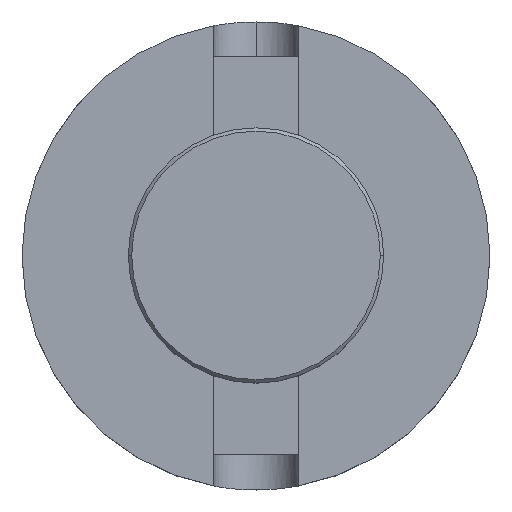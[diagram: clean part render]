
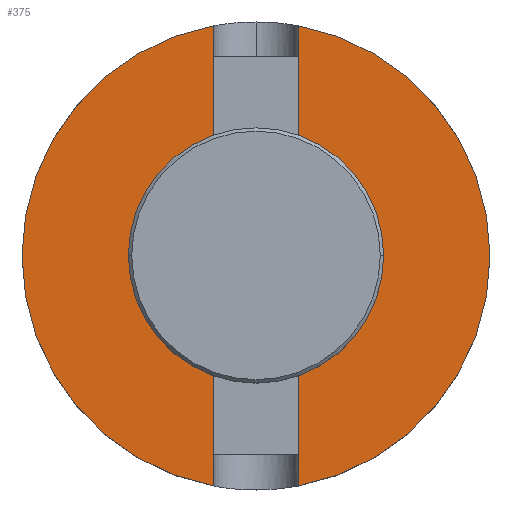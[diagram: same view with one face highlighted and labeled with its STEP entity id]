
A CAD part, top view. The second image highlights one B-rep face of the part: STEP entity #375.
In plain terms, the highlighted planar face has unit normal (0, 0, 1).
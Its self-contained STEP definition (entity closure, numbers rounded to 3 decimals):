
#2 = CARTESIAN_POINT ( 'NONE',  ( 6.35, 34.343, 101.6 ) ) ;
#11 = VERTEX_POINT ( 'NONE', #1259 ) ;
#14 = DIRECTION ( 'NONE',  ( 0., 1., 0. ) ) ;
#40 = CARTESIAN_POINT ( 'NONE',  ( -6.35, 17., 101.6 ) ) ;
#48 = VERTEX_POINT ( 'NONE', #1106 ) ;
#73 = VECTOR ( 'NONE', #1825, 1000. ) ;
#78 = DIRECTION ( 'NONE',  ( 0., 0., -1. ) ) ;
#83 = EDGE_CURVE ( 'NONE', #640, #589, #835, .T. ) ;
#91 = DIRECTION ( 'NONE',  ( 1., 0., 0. ) ) ;
#104 = ORIENTED_EDGE ( 'NONE', *, *, #1591, .F. ) ;
#120 = LINE ( 'NONE', #1971, #73 ) ;
#131 = CARTESIAN_POINT ( 'NONE',  ( -34.925, 0., 101.6 ) ) ;
#137 = LINE ( 'NONE', #171, #1111 ) ;
#161 = EDGE_CURVE ( 'NONE', #973, #11, #1265, .T. ) ;
#171 = CARTESIAN_POINT ( 'NONE',  ( 6.35, 34.925, 101.6 ) ) ;
#199 = VECTOR ( 'NONE', #983, 1000. ) ;
#218 = VECTOR ( 'NONE', #1144, 1000. ) ;
#231 = DIRECTION ( 'NONE',  ( -1., 0., 0. ) ) ;
#234 = DIRECTION ( 'NONE',  ( 0., 0., -1. ) ) ;
#247 = EDGE_CURVE ( 'NONE', #1393, #507, #1926, .T. ) ;
#256 = EDGE_CURVE ( 'NONE', #1613, #992, #2045, .T. ) ;
#274 = EDGE_CURVE ( 'NONE', #973, #332, #1691, .T. ) ;
#297 = CARTESIAN_POINT ( 'NONE',  ( -15.875, 0., 101.6 ) ) ;
#299 = EDGE_LOOP ( 'NONE', ( #1604, #1273, #1481, #1446, #1281, #881, #867, #1141, #104, #1556, #573, #382, #2137, #1347 ) ) ;
#316 = DIRECTION ( 'NONE',  ( -1., 0., 0. ) ) ;
#326 = EDGE_CURVE ( 'NONE', #992, #48, #1431, .T. ) ;
#332 = VERTEX_POINT ( 'NONE', #1438 ) ;
#375 = ADVANCED_FACE ( 'NONE', ( #1668, #1510 ), #666, .T. ) ;
#382 = ORIENTED_EDGE ( 'NONE', *, *, #2053, .F. ) ;
#421 = EDGE_LOOP ( 'NONE', ( #922, #1799 ) ) ;
#428 = CARTESIAN_POINT ( 'NONE',  ( -6.35, 34.925, 101.6 ) ) ;
#448 = CARTESIAN_POINT ( 'NONE',  ( 6.35, 34.925, 101.6 ) ) ;
#451 = VERTEX_POINT ( 'NONE', #1148 ) ;
#491 = AXIS2_PLACEMENT_3D ( 'NONE', #861, #2025, #1188 ) ;
#507 = VERTEX_POINT ( 'NONE', #1508 ) ;
#516 = DIRECTION ( 'NONE',  ( 1., 0., 0. ) ) ;
#518 = AXIS2_PLACEMENT_3D ( 'NONE', #986, #1657, #316 ) ;
#533 = DIRECTION ( 'NONE',  ( 0., 0., 1. ) ) ;
#550 = VECTOR ( 'NONE', #1915, 1000. ) ;
#553 = CARTESIAN_POINT ( 'NONE',  ( 0., 0., 101.6 ) ) ;
#560 = EDGE_CURVE ( 'NONE', #1546, #617, #781, .T. ) ;
#562 = DIRECTION ( 'NONE',  ( 0., -1., 0. ) ) ;
#573 = ORIENTED_EDGE ( 'NONE', *, *, #326, .T. ) ;
#589 = VERTEX_POINT ( 'NONE', #1042 ) ;
#612 = DIRECTION ( 'NONE',  ( -1., 0., 0. ) ) ;
#617 = VERTEX_POINT ( 'NONE', #1735 ) ;
#640 = VERTEX_POINT ( 'NONE', #1581 ) ;
#666 = PLANE ( 'NONE',  #1072 ) ;
#669 = DIRECTION ( 'NONE',  ( -1., 0., 0. ) ) ;
#698 = CARTESIAN_POINT ( 'NONE',  ( -6.35, 34.925, 101.6 ) ) ;
#728 = CIRCLE ( 'NONE', #518, 34.925 ) ;
#740 = EDGE_CURVE ( 'NONE', #332, #1757, #120, .T. ) ;
#775 = VECTOR ( 'NONE', #1389, 1000. ) ;
#781 = CIRCLE ( 'NONE', #2062, 15.875 ) ;
#829 = CARTESIAN_POINT ( 'NONE',  ( 0., 34.925, 101.6 ) ) ;
#835 = LINE ( 'NONE', #448, #550 ) ;
#861 = CARTESIAN_POINT ( 'NONE',  ( 0., 0., 101.6 ) ) ;
#865 = EDGE_CURVE ( 'NONE', #1393, #589, #1719, .T. ) ;
#867 = ORIENTED_EDGE ( 'NONE', *, *, #274, .T. ) ;
#881 = ORIENTED_EDGE ( 'NONE', *, *, #161, .F. ) ;
#895 = EDGE_CURVE ( 'NONE', #617, #1546, #1479, .T. ) ;
#901 = VERTEX_POINT ( 'NONE', #131 ) ;
#922 = ORIENTED_EDGE ( 'NONE', *, *, #560, .T. ) ;
#973 = VERTEX_POINT ( 'NONE', #2 ) ;
#983 = DIRECTION ( 'NONE',  ( 0., 1., 0. ) ) ;
#986 = CARTESIAN_POINT ( 'NONE',  ( 0., 0., 101.6 ) ) ;
#992 = VERTEX_POINT ( 'NONE', #2042 ) ;
#997 = DIRECTION ( 'NONE',  ( 0., 0., -1. ) ) ;
#1027 = AXIS2_PLACEMENT_3D ( 'NONE', #1493, #997, #669 ) ;
#1035 = EDGE_CURVE ( 'NONE', #507, #451, #1165, .T. ) ;
#1042 = CARTESIAN_POINT ( 'NONE',  ( 6.35, -17., 101.6 ) ) ;
#1045 = EDGE_CURVE ( 'NONE', #451, #901, #2046, .T. ) ;
#1072 = AXIS2_PLACEMENT_3D ( 'NONE', #829, #533, #516 ) ;
#1103 = CARTESIAN_POINT ( 'NONE',  ( 0., 0., 101.6 ) ) ;
#1105 = CARTESIAN_POINT ( 'NONE',  ( -6.35, 34.925, 101.6 ) ) ;
#1106 = CARTESIAN_POINT ( 'NONE',  ( -6.35, 34.343, 101.6 ) ) ;
#1111 = VECTOR ( 'NONE', #14, 1000. ) ;
#1141 = ORIENTED_EDGE ( 'NONE', *, *, #740, .T. ) ;
#1143 = VECTOR ( 'NONE', #562, 1000. ) ;
#1144 = DIRECTION ( 'NONE',  ( 0., -1., 0. ) ) ;
#1148 = CARTESIAN_POINT ( 'NONE',  ( -6.35, -34.343, 101.6 ) ) ;
#1165 = LINE ( 'NONE', #698, #1143 ) ;
#1188 = DIRECTION ( 'NONE',  ( -1., 0., 0. ) ) ;
#1259 = CARTESIAN_POINT ( 'NONE',  ( 34.925, 0., 101.6 ) ) ;
#1265 = CIRCLE ( 'NONE', #2121, 34.925 ) ;
#1273 = ORIENTED_EDGE ( 'NONE', *, *, #865, .T. ) ;
#1281 = ORIENTED_EDGE ( 'NONE', *, *, #1515, .F. ) ;
#1320 = VERTEX_POINT ( 'NONE', #1425 ) ;
#1347 = ORIENTED_EDGE ( 'NONE', *, *, #1035, .F. ) ;
#1370 = CARTESIAN_POINT ( 'NONE',  ( 6.35, -17., 101.6 ) ) ;
#1389 = DIRECTION ( 'NONE',  ( 0., -1., 0. ) ) ;
#1393 = VERTEX_POINT ( 'NONE', #1821 ) ;
#1397 = CIRCLE ( 'NONE', #491, 34.925 ) ;
#1425 = CARTESIAN_POINT ( 'NONE',  ( 6.35, -34.343, 101.6 ) ) ;
#1431 = LINE ( 'NONE', #1105, #199 ) ;
#1438 = CARTESIAN_POINT ( 'NONE',  ( 6.35, 29.7, 101.6 ) ) ;
#1446 = ORIENTED_EDGE ( 'NONE', *, *, #2029, .F. ) ;
#1479 = CIRCLE ( 'NONE', #1027, 15.875 ) ;
#1481 = ORIENTED_EDGE ( 'NONE', *, *, #83, .F. ) ;
#1493 = CARTESIAN_POINT ( 'NONE',  ( 0., 0., 101.6 ) ) ;
#1508 = CARTESIAN_POINT ( 'NONE',  ( -6.35, -29.7, 101.6 ) ) ;
#1510 = FACE_BOUND ( 'NONE', #421, .T. ) ;
#1515 = EDGE_CURVE ( 'NONE', #11, #1320, #728, .T. ) ;
#1544 = VECTOR ( 'NONE', #91, 1000. ) ;
#1546 = VERTEX_POINT ( 'NONE', #297 ) ;
#1556 = ORIENTED_EDGE ( 'NONE', *, *, #256, .T. ) ;
#1557 = DIRECTION ( 'NONE',  ( -1., 0., 0. ) ) ;
#1581 = CARTESIAN_POINT ( 'NONE',  ( 6.35, -29.7, 101.6 ) ) ;
#1588 = VECTOR ( 'NONE', #1749, 1000. ) ;
#1589 = CARTESIAN_POINT ( 'NONE',  ( 6.35, 17., 101.6 ) ) ;
#1591 = EDGE_CURVE ( 'NONE', #1613, #1757, #1632, .T. ) ;
#1600 = DIRECTION ( 'NONE',  ( 0., 0., -1. ) ) ;
#1604 = ORIENTED_EDGE ( 'NONE', *, *, #247, .F. ) ;
#1613 = VERTEX_POINT ( 'NONE', #40 ) ;
#1632 = LINE ( 'NONE', #1860, #1951 ) ;
#1657 = DIRECTION ( 'NONE',  ( 0., 0., -1. ) ) ;
#1668 = FACE_OUTER_BOUND ( 'NONE', #299, .T. ) ;
#1670 = DIRECTION ( 'NONE',  ( 1., 0., 0. ) ) ;
#1691 = LINE ( 'NONE', #1810, #218 ) ;
#1719 = LINE ( 'NONE', #1370, #1544 ) ;
#1735 = CARTESIAN_POINT ( 'NONE',  ( 15.875, 0., 101.6 ) ) ;
#1742 = CARTESIAN_POINT ( 'NONE',  ( -6.35, 34.925, 101.6 ) ) ;
#1749 = DIRECTION ( 'NONE',  ( 0., 1., 0. ) ) ;
#1757 = VERTEX_POINT ( 'NONE', #1589 ) ;
#1799 = ORIENTED_EDGE ( 'NONE', *, *, #895, .T. ) ;
#1810 = CARTESIAN_POINT ( 'NONE',  ( 6.35, 34.925, 101.6 ) ) ;
#1821 = CARTESIAN_POINT ( 'NONE',  ( -6.35, -17., 101.6 ) ) ;
#1825 = DIRECTION ( 'NONE',  ( 0., -1., 0. ) ) ;
#1860 = CARTESIAN_POINT ( 'NONE',  ( 6.35, 17., 101.6 ) ) ;
#1865 = CARTESIAN_POINT ( 'NONE',  ( 0., 0., 101.6 ) ) ;
#1904 = AXIS2_PLACEMENT_3D ( 'NONE', #1103, #1600, #612 ) ;
#1915 = DIRECTION ( 'NONE',  ( 0., 1., 0. ) ) ;
#1926 = LINE ( 'NONE', #428, #775 ) ;
#1951 = VECTOR ( 'NONE', #1670, 1000. ) ;
#1971 = CARTESIAN_POINT ( 'NONE',  ( 6.35, 34.925, 101.6 ) ) ;
#2025 = DIRECTION ( 'NONE',  ( 0., 0., -1. ) ) ;
#2029 = EDGE_CURVE ( 'NONE', #1320, #640, #137, .T. ) ;
#2042 = CARTESIAN_POINT ( 'NONE',  ( -6.35, 29.7, 101.6 ) ) ;
#2045 = LINE ( 'NONE', #1742, #1588 ) ;
#2046 = CIRCLE ( 'NONE', #1904, 34.925 ) ;
#2053 = EDGE_CURVE ( 'NONE', #901, #48, #1397, .T. ) ;
#2062 = AXIS2_PLACEMENT_3D ( 'NONE', #553, #234, #1557 ) ;
#2121 = AXIS2_PLACEMENT_3D ( 'NONE', #1865, #78, #231 ) ;
#2137 = ORIENTED_EDGE ( 'NONE', *, *, #1045, .F. ) ;
